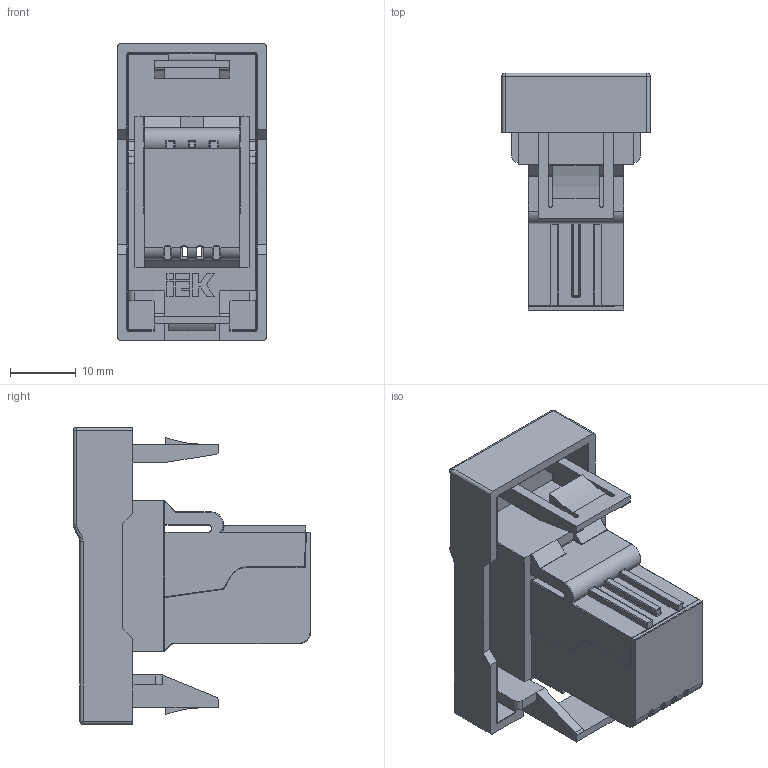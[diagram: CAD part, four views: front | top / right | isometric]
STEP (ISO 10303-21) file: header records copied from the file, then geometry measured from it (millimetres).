
FILE_DESCRIPTION (( 'STEP AP203' ), '1' );
FILE_NAME ('CKK-40D-RI1-K01 ÐÊÈ-10-00-Ï Ðîçåòêà èíôîðìàöèîííàÿ RJ-45 UTP êàò.5e (íà 1 ìîäóëü) ÏÐÀÉÌÅÐ áåëàÿ IEK.STEP', '2016-06-24T08:30:39', ( '' ), ( '' ), 'SwSTEP 2.0', 'SolidWorks 2014', '' );
FILE_SCHEMA (( 'CONFIG_CONTROL_DESIGN' ));
Length unit declared in the file: millimetre
Products named in the file (1): CKK-40D-RI1-K01 ÐÊÈ-10-00-Ï Ðîçåòêà èíôîðìàöèîííàÿ RJ-45 UTP êàò.5e (íà 1 ìîäóëü) ÏÐÀÉÌÅÐ áåëàÿ IEK
Bounding box: 22.5 x 36 x 45 mm (x, y, z)
Volume: 11899.6 mm3; surface area: 8959.6 mm2
Topology: 1 solids, 3 shells, 493 faces, 1280 edges, 782 vertices
Faces by surface type: plane 272, cylinder 147, torus 46, sphere 14, bspline 14
Entity records: 15098 total; most frequent: CARTESIAN_POINT 3083, ORIENTED_EDGE 2532, DIRECTION 2454, EDGE_CURVE 1266, VECTOR 890, LINE 890, VERTEX_POINT 782, AXIS2_PLACEMENT_3D 782
